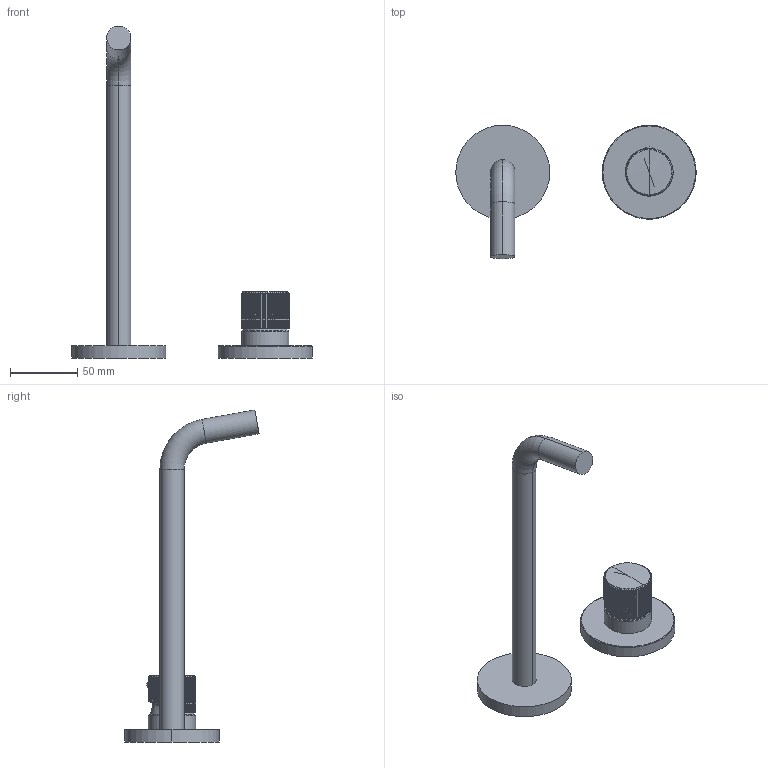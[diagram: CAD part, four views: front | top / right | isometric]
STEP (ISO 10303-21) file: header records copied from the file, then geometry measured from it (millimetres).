
FILE_DESCRIPTION((''),'2;1');
FILE_NAME('JO106CR70','2021-02-09T09:54:58',('ut3'),('PAFFONI SpA'),'CREO PARAMETRIC BY PTC INC, 2020044','CREO PARAMETRIC BY PTC INC, 2020044','');
FILE_SCHEMA(('CONFIG_CONTROL_DESIGN','SHAPE_APPEARANCE_LAYERS_GROUPS'));
Length unit declared in the file: millimetre
Products named in the file (1): JO106CR70
Bounding box: 179 x 99.78 x 247.08 mm (x, y, z)
Volume: 171676 mm3; surface area: 43752.7 mm2
Topology: 2 solids, 2 shells, 285 faces, 808 edges, 525 vertices
Faces by surface type: plane 171, cylinder 92, cone 13, torus 4, bspline 3, sphere 2
Entity records: 12016 total; most frequent: CARTESIAN_POINT 2888, ORIENTED_EDGE 1608, DIRECTION 1301, EDGE_CURVE 804, VERTEX_POINT 525, AXIS2_PLACEMENT_3D 434, VECTOR 433, LINE 433
